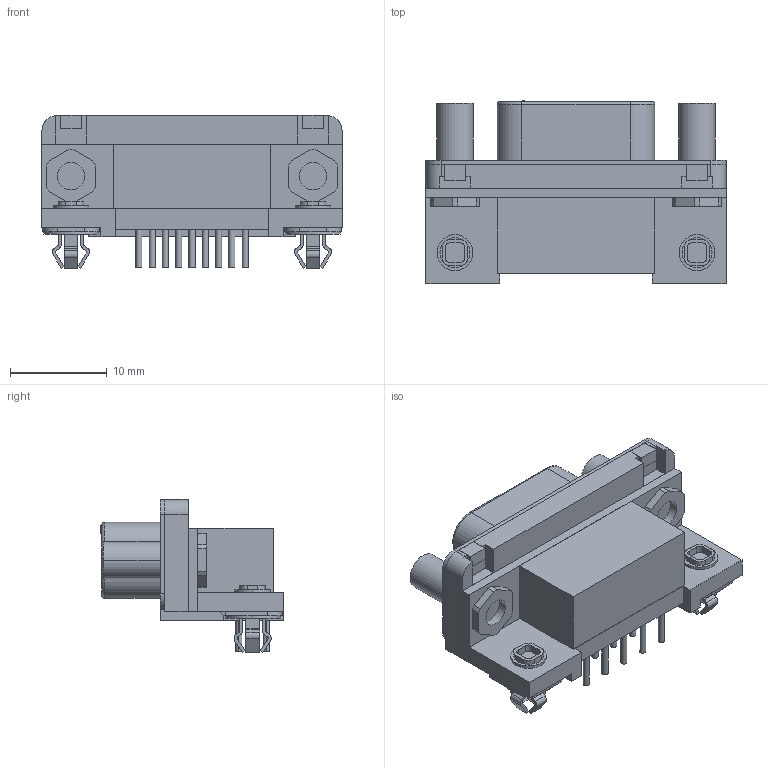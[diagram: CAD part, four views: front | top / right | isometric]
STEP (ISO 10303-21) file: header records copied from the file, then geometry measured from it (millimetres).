
FILE_DESCRIPTION((''),'2;1');
FILE_NAME('TYCO_5747844-5.stp','2013-01-30T12:49:58',(''),(''),'Mechanical Desktop 2011','Mechanical Desktop 2011',', , ');
FILE_SCHEMA(('AUTOMOTIVE_DESIGN { 1 2 10303 214 1 1 1 1 }'));
Length unit declared in the file: millimetre
Products named in the file (1): Product
Bounding box: 30.99 x 18.9 x 15.81 mm (x, y, z)
Volume: 3618.3 mm3; surface area: 5667.4 mm2
Topology: 44 solids, 44 shells, 525 faces, 1213 edges, 784 vertices
Faces by surface type: plane 289, cylinder 172, bspline 42, cone 18, torus 4
Entity records: 14862 total; most frequent: CARTESIAN_POINT 2649, DIRECTION 2527, ORIENTED_EDGE 2426, EDGE_CURVE 1213, VECTOR 867, LINE 867, AXIS2_PLACEMENT_3D 830, VERTEX_POINT 784
